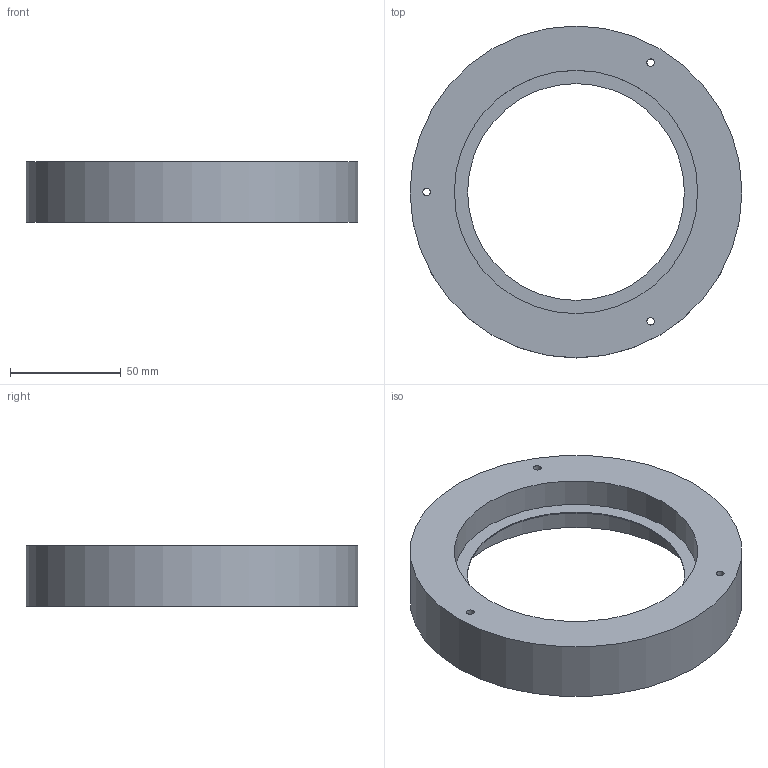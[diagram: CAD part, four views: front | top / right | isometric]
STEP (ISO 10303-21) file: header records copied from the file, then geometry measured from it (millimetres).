
FILE_DESCRIPTION(('FreeCAD Model'),'2;1');
FILE_NAME('BaseTop.step', '2017-01-10T08:53:11',('Author'),(''), 'Open CASCADE STEP processor 6.8','FreeCAD','Unknown');
FILE_SCHEMA(('AUTOMOTIVE_DESIGN_CC2 { 1 2 10303 214 -1 1 5 4 }'));
Length unit declared in the file: millimetre
Products named in the file (2): ASSEMBLY; BaseTop
Assembly tree (1 placements, depth 2):
  ASSEMBLY
    BaseTop
Bounding box: 150 x 150 x 27.5 mm (x, y, z)
Volume: 220973.5 mm3; surface area: 42216.3 mm2
Topology: 1 solids, 1 shells, 11 faces, 22 edges, 14 vertices
Faces by surface type: cylinder 7, plane 3, cone 1
Full cylindrical faces by diameter (mm): 3.4 x3, 98 x1, 110 x1, 115.138 x1, 150 x1
Entity records: 635 total; most frequent: DIRECTION 106, CARTESIAN_POINT 93, ORIENTED_EDGE 44, PCURVE 44, DEFINITIONAL_REPRESENTATION 44, LINE 40, VECTOR 40, AXIS2_PLACEMENT_3D 27
